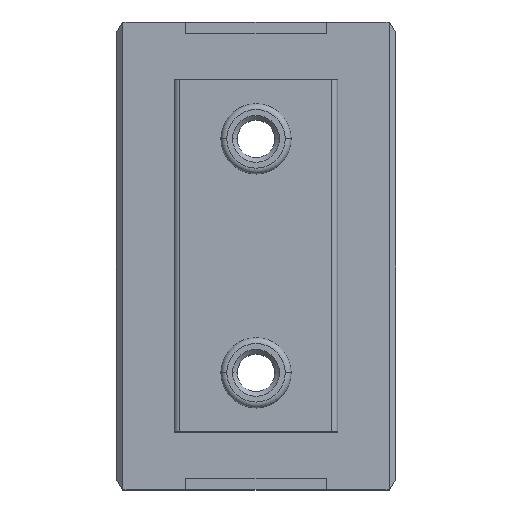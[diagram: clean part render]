
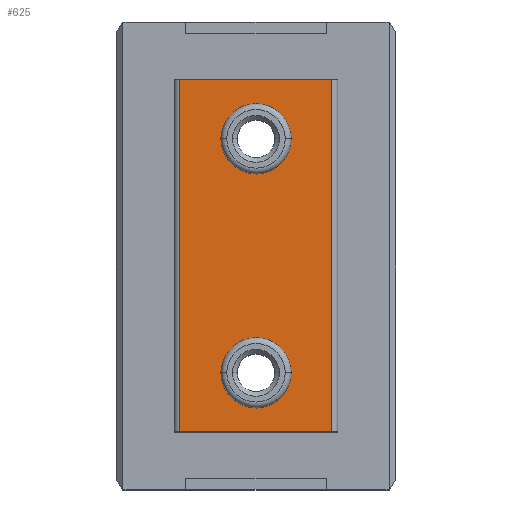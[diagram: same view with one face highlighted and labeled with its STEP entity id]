
A CAD part, top view. The second image highlights one B-rep face of the part: STEP entity #625.
In plain terms, the highlighted planar face has unit normal (0, 0, 1).
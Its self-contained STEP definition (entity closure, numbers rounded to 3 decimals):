
#4 = EDGE_LOOP ( 'NONE', ( #1205, #550, #2644, #2585 ) ) ;
#46 = DIRECTION ( 'NONE',  ( -1., 0., 0. ) ) ;
#103 = AXIS2_PLACEMENT_3D ( 'NONE', #156, #1870, #1019 ) ;
#156 = CARTESIAN_POINT ( 'NONE',  ( 0., 10., 9.5 ) ) ;
#166 = DIRECTION ( 'NONE',  ( 0., -1., 0. ) ) ;
#199 = DIRECTION ( 'NONE',  ( 1., 0., 0. ) ) ;
#205 = EDGE_CURVE ( 'NONE', #2503, #1444, #993, .T. ) ;
#243 = EDGE_LOOP ( 'NONE', ( #2205, #748 ) ) ;
#249 = VERTEX_POINT ( 'NONE', #303 ) ;
#250 = CARTESIAN_POINT ( 'NONE',  ( -6.505, 15.05, 9.5 ) ) ;
#256 = DIRECTION ( 'NONE',  ( 0., 1., 0. ) ) ;
#303 = CARTESIAN_POINT ( 'NONE',  ( 6.495, -15.05, 9.5 ) ) ;
#379 = DIRECTION ( 'NONE',  ( 1., 0., 0. ) ) ;
#388 = DIRECTION ( 'NONE',  ( 0., 0., -1. ) ) ;
#430 = EDGE_CURVE ( 'NONE', #2520, #2311, #1973, .T. ) ;
#479 = LINE ( 'NONE', #2291, #758 ) ;
#480 = CARTESIAN_POINT ( 'NONE',  ( 6.495, 15.05, 9.5 ) ) ;
#491 = EDGE_CURVE ( 'NONE', #2311, #249, #479, .T. ) ;
#550 = ORIENTED_EDGE ( 'NONE', *, *, #1370, .T. ) ;
#619 = CIRCLE ( 'NONE', #928, 3. ) ;
#625 = ADVANCED_FACE ( 'NONE', ( #2419, #2518, #2143 ), #2548, .T. ) ;
#631 = CARTESIAN_POINT ( 'NONE',  ( -6.505, -15.05, 9.5 ) ) ;
#639 = EDGE_CURVE ( 'NONE', #1207, #997, #619, .T. ) ;
#652 = DIRECTION ( 'NONE',  ( 0., 0., 1. ) ) ;
#710 = CARTESIAN_POINT ( 'NONE',  ( -0.005, 15.05, 9.5 ) ) ;
#732 = CARTESIAN_POINT ( 'NONE',  ( 0., 10., 9.5 ) ) ;
#748 = ORIENTED_EDGE ( 'NONE', *, *, #205, .F. ) ;
#749 = VECTOR ( 'NONE', #256, 1000. ) ;
#758 = VECTOR ( 'NONE', #379, 1000. ) ;
#770 = VERTEX_POINT ( 'NONE', #480 ) ;
#792 = EDGE_CURVE ( 'NONE', #770, #2520, #2487, .T. ) ;
#844 = EDGE_LOOP ( 'NONE', ( #1199, #898 ) ) ;
#891 = CARTESIAN_POINT ( 'NONE',  ( 0., -10., 9.5 ) ) ;
#898 = ORIENTED_EDGE ( 'NONE', *, *, #639, .T. ) ;
#928 = AXIS2_PLACEMENT_3D ( 'NONE', #891, #1106, #46 ) ;
#930 = CIRCLE ( 'NONE', #103, 3. ) ;
#935 = DIRECTION ( 'NONE',  ( 0., 0., 1. ) ) ;
#972 = CARTESIAN_POINT ( 'NONE',  ( -3., -10., 9.5 ) ) ;
#993 = CIRCLE ( 'NONE', #1420, 3. ) ;
#997 = VERTEX_POINT ( 'NONE', #972 ) ;
#1019 = DIRECTION ( 'NONE',  ( -1., 0., 0. ) ) ;
#1021 = CARTESIAN_POINT ( 'NONE',  ( -6.505, 0., 9.5 ) ) ;
#1047 = CARTESIAN_POINT ( 'NONE',  ( 3., -10., 9.5 ) ) ;
#1106 = DIRECTION ( 'NONE',  ( 0., 0., -1. ) ) ;
#1109 = EDGE_CURVE ( 'NONE', #997, #1207, #1323, .T. ) ;
#1199 = ORIENTED_EDGE ( 'NONE', *, *, #1109, .T. ) ;
#1205 = ORIENTED_EDGE ( 'NONE', *, *, #491, .T. ) ;
#1207 = VERTEX_POINT ( 'NONE', #1047 ) ;
#1266 = CARTESIAN_POINT ( 'NONE',  ( 3., 10., 9.5 ) ) ;
#1323 = CIRCLE ( 'NONE', #1912, 3. ) ;
#1327 = AXIS2_PLACEMENT_3D ( 'NONE', #631, #652, #199 ) ;
#1370 = EDGE_CURVE ( 'NONE', #249, #770, #1767, .T. ) ;
#1420 = AXIS2_PLACEMENT_3D ( 'NONE', #732, #935, #2639 ) ;
#1444 = VERTEX_POINT ( 'NONE', #1768 ) ;
#1455 = CARTESIAN_POINT ( 'NONE',  ( 0., -10., 9.5 ) ) ;
#1520 = VECTOR ( 'NONE', #166, 1000. ) ;
#1593 = CARTESIAN_POINT ( 'NONE',  ( -6.505, -15.05, 9.5 ) ) ;
#1720 = DIRECTION ( 'NONE',  ( -1., 0., 0. ) ) ;
#1767 = LINE ( 'NONE', #2383, #749 ) ;
#1768 = CARTESIAN_POINT ( 'NONE',  ( -3., 10., 9.5 ) ) ;
#1870 = DIRECTION ( 'NONE',  ( 0., 0., 1. ) ) ;
#1912 = AXIS2_PLACEMENT_3D ( 'NONE', #1455, #388, #2731 ) ;
#1973 = LINE ( 'NONE', #1021, #1520 ) ;
#2109 = VECTOR ( 'NONE', #1720, 1000. ) ;
#2143 = FACE_OUTER_BOUND ( 'NONE', #4, .T. ) ;
#2205 = ORIENTED_EDGE ( 'NONE', *, *, #2389, .F. ) ;
#2291 = CARTESIAN_POINT ( 'NONE',  ( -0.005, -15.05, 9.5 ) ) ;
#2311 = VERTEX_POINT ( 'NONE', #1593 ) ;
#2383 = CARTESIAN_POINT ( 'NONE',  ( 6.495, 0., 9.5 ) ) ;
#2389 = EDGE_CURVE ( 'NONE', #1444, #2503, #930, .T. ) ;
#2419 = FACE_BOUND ( 'NONE', #844, .T. ) ;
#2487 = LINE ( 'NONE', #710, #2109 ) ;
#2503 = VERTEX_POINT ( 'NONE', #1266 ) ;
#2518 = FACE_BOUND ( 'NONE', #243, .T. ) ;
#2520 = VERTEX_POINT ( 'NONE', #250 ) ;
#2548 = PLANE ( 'NONE',  #1327 ) ;
#2585 = ORIENTED_EDGE ( 'NONE', *, *, #430, .T. ) ;
#2639 = DIRECTION ( 'NONE',  ( -1., 0., 0. ) ) ;
#2644 = ORIENTED_EDGE ( 'NONE', *, *, #792, .T. ) ;
#2731 = DIRECTION ( 'NONE',  ( -1., 0., 0. ) ) ;
